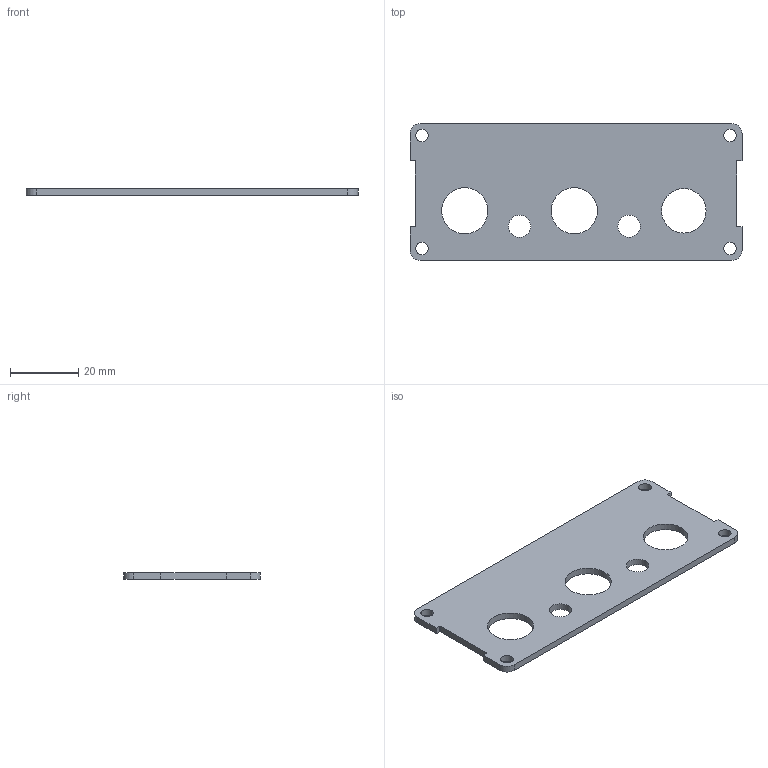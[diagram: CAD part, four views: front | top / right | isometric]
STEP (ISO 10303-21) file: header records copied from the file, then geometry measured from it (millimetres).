
FILE_DESCRIPTION(('FreeCAD Model'),'2;1');
FILE_NAME('Open CASCADE Shape Model','2024-05-01T05:10:57',(''),(''), 'Open CASCADE STEP processor 7.6','FreeCAD','Unknown');
FILE_SCHEMA(('AUTOMOTIVE_DESIGN { 1 0 10303 214 1 1 1 1 }'));
Length unit declared in the file: millimetre
Products named in the file (1): BlinkBack
Bounding box: 97 x 40 x 2 mm (x, y, z)
Volume: 6573.7 mm3; surface area: 7547.8 mm2
Topology: 1 solids, 1 shells, 31 faces, 87 edges, 58 vertices
Faces by surface type: cylinder 17, plane 14
Full cylindrical faces by diameter (mm): 3.65 x4, 6.5 x2, 13 x1, 13.5 x2
Entity records: 1073 total; most frequent: DIRECTION 185, CARTESIAN_POINT 177, ORIENTED_EDGE 174, EDGE_CURVE 87, AXIS2_PLACEMENT_3D 66, VERTEX_POINT 58, LINE 53, VECTOR 53
